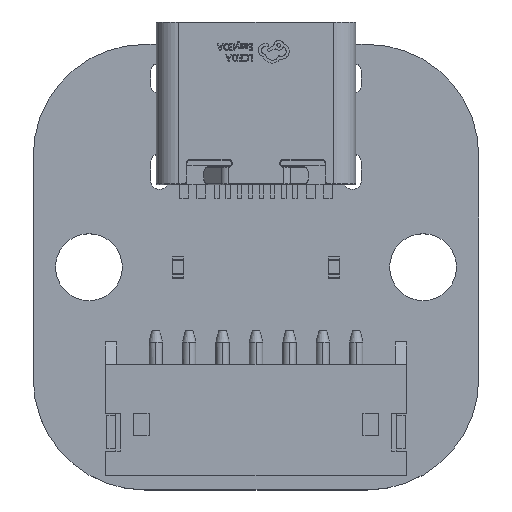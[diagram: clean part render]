
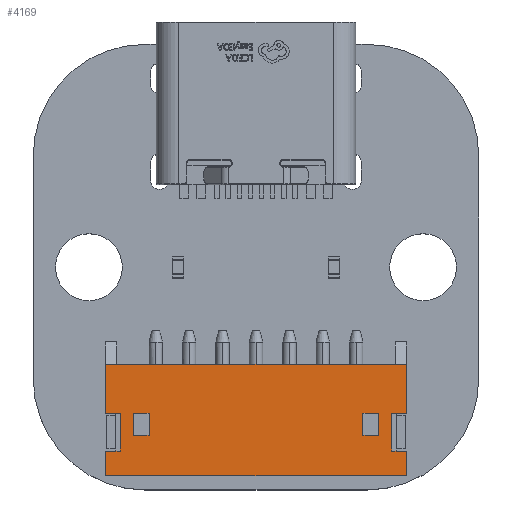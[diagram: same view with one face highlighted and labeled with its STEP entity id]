
A CAD part, top view. The second image highlights one B-rep face of the part: STEP entity #4169.
In plain terms, the highlighted planar face has unit normal (0, 0, 1).
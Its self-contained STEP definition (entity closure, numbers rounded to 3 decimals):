
#1835 = VERTEX_POINT('',#1836);
#1836 = CARTESIAN_POINT('',(6.75,-0.45,3.6));
#1867 = VERTEX_POINT('',#1868);
#1868 = CARTESIAN_POINT('',(6.75,1.75,3.6));
#1874 = EDGE_CURVE('',#1835,#1867,#1875,.T.);
#1875 = LINE('',#1876,#1877);
#1876 = CARTESIAN_POINT('',(6.75,-3.25,3.6));
#1877 = VECTOR('',#1878,1.);
#1878 = DIRECTION('',(-0.,1.,0.));
#3620 = VERTEX_POINT('',#3621);
#3621 = CARTESIAN_POINT('',(-6.75,-0.45,3.6));
#3627 = EDGE_CURVE('',#3620,#3628,#3630,.T.);
#3628 = VERTEX_POINT('',#3629);
#3629 = CARTESIAN_POINT('',(-6.75,1.75,3.6));
#3630 = LINE('',#3631,#3632);
#3631 = CARTESIAN_POINT('',(-6.75,-3.25,3.6));
#3632 = VECTOR('',#3633,1.);
#3633 = DIRECTION('',(-0.,1.,0.));
#3733 = EDGE_CURVE('',#1867,#3628,#3734,.T.);
#3734 = LINE('',#3735,#3736);
#3735 = CARTESIAN_POINT('',(6.75,1.75,3.6));
#3736 = VECTOR('',#3737,1.);
#3737 = DIRECTION('',(-1.,-0.,-0.));
#3896 = VERTEX_POINT('',#3897);
#3897 = CARTESIAN_POINT('',(6.75,-3.25,3.6));
#3903 = EDGE_CURVE('',#3904,#3896,#3906,.T.);
#3904 = VERTEX_POINT('',#3905);
#3905 = CARTESIAN_POINT('',(-6.75,-3.25,3.6));
#3906 = LINE('',#3907,#3908);
#3907 = CARTESIAN_POINT('',(6.75,-3.25,3.6));
#3908 = VECTOR('',#3909,1.);
#3909 = DIRECTION('',(1.,-0.,-0.));
#4169 = ADVANCED_FACE('',(#4170,#4236,#4270),#4304,.F.);
#4170 = FACE_BOUND('',#4171,.T.);
#4171 = EDGE_LOOP('',(#4172,#4182,#4190,#4196,#4197,#4205,#4213,#4221,
    #4227,#4228,#4229,#4230));
#4172 = ORIENTED_EDGE('',*,*,#4173,.F.);
#4173 = EDGE_CURVE('',#4174,#4176,#4178,.T.);
#4174 = VERTEX_POINT('',#4175);
#4175 = CARTESIAN_POINT('',(-6.1,-2.15,3.6));
#4176 = VERTEX_POINT('',#4177);
#4177 = CARTESIAN_POINT('',(-6.1,-0.45,3.6));
#4178 = LINE('',#4179,#4180);
#4179 = CARTESIAN_POINT('',(-6.1,-3.25,3.6));
#4180 = VECTOR('',#4181,1.);
#4181 = DIRECTION('',(0.,1.,0.));
#4182 = ORIENTED_EDGE('',*,*,#4183,.F.);
#4183 = EDGE_CURVE('',#4184,#4174,#4186,.T.);
#4184 = VERTEX_POINT('',#4185);
#4185 = CARTESIAN_POINT('',(-6.75,-2.15,3.6));
#4186 = LINE('',#4187,#4188);
#4187 = CARTESIAN_POINT('',(-6.75,-2.15,3.6));
#4188 = VECTOR('',#4189,1.);
#4189 = DIRECTION('',(1.,-0.,-0.));
#4190 = ORIENTED_EDGE('',*,*,#4191,.F.);
#4191 = EDGE_CURVE('',#3904,#4184,#4192,.T.);
#4192 = LINE('',#4193,#4194);
#4193 = CARTESIAN_POINT('',(-6.75,-3.25,3.6));
#4194 = VECTOR('',#4195,1.);
#4195 = DIRECTION('',(0.,1.,0.));
#4196 = ORIENTED_EDGE('',*,*,#3903,.T.);
#4197 = ORIENTED_EDGE('',*,*,#4198,.F.);
#4198 = EDGE_CURVE('',#4199,#3896,#4201,.T.);
#4199 = VERTEX_POINT('',#4200);
#4200 = CARTESIAN_POINT('',(6.75,-2.15,3.6));
#4201 = LINE('',#4202,#4203);
#4202 = CARTESIAN_POINT('',(6.75,-3.25,3.6));
#4203 = VECTOR('',#4204,1.);
#4204 = DIRECTION('',(-0.,-1.,0.));
#4205 = ORIENTED_EDGE('',*,*,#4206,.T.);
#4206 = EDGE_CURVE('',#4199,#4207,#4209,.T.);
#4207 = VERTEX_POINT('',#4208);
#4208 = CARTESIAN_POINT('',(6.1,-2.15,3.6));
#4209 = LINE('',#4210,#4211);
#4210 = CARTESIAN_POINT('',(6.75,-2.15,3.6));
#4211 = VECTOR('',#4212,1.);
#4212 = DIRECTION('',(-1.,-0.,-0.));
#4213 = ORIENTED_EDGE('',*,*,#4214,.F.);
#4214 = EDGE_CURVE('',#4215,#4207,#4217,.T.);
#4215 = VERTEX_POINT('',#4216);
#4216 = CARTESIAN_POINT('',(6.1,-0.45,3.6));
#4217 = LINE('',#4218,#4219);
#4218 = CARTESIAN_POINT('',(6.1,-3.25,3.6));
#4219 = VECTOR('',#4220,1.);
#4220 = DIRECTION('',(-0.,-1.,0.));
#4221 = ORIENTED_EDGE('',*,*,#4222,.F.);
#4222 = EDGE_CURVE('',#1835,#4215,#4223,.T.);
#4223 = LINE('',#4224,#4225);
#4224 = CARTESIAN_POINT('',(6.75,-0.45,3.6));
#4225 = VECTOR('',#4226,1.);
#4226 = DIRECTION('',(-1.,-0.,-0.));
#4227 = ORIENTED_EDGE('',*,*,#1874,.T.);
#4228 = ORIENTED_EDGE('',*,*,#3733,.T.);
#4229 = ORIENTED_EDGE('',*,*,#3627,.F.);
#4230 = ORIENTED_EDGE('',*,*,#4231,.F.);
#4231 = EDGE_CURVE('',#4176,#3620,#4232,.T.);
#4232 = LINE('',#4233,#4234);
#4233 = CARTESIAN_POINT('',(6.75,-0.45,3.6));
#4234 = VECTOR('',#4235,1.);
#4235 = DIRECTION('',(-1.,-0.,-0.));
#4236 = FACE_BOUND('',#4237,.T.);
#4237 = EDGE_LOOP('',(#4238,#4248,#4256,#4264));
#4238 = ORIENTED_EDGE('',*,*,#4239,.F.);
#4239 = EDGE_CURVE('',#4240,#4242,#4244,.T.);
#4240 = VERTEX_POINT('',#4241);
#4241 = CARTESIAN_POINT('',(5.5,-1.45,3.6));
#4242 = VERTEX_POINT('',#4243);
#4243 = CARTESIAN_POINT('',(5.5,-0.45,3.6));
#4244 = LINE('',#4245,#4246);
#4245 = CARTESIAN_POINT('',(5.5,-3.25,3.6));
#4246 = VECTOR('',#4247,1.);
#4247 = DIRECTION('',(0.,1.,0.));
#4248 = ORIENTED_EDGE('',*,*,#4249,.F.);
#4249 = EDGE_CURVE('',#4250,#4240,#4252,.T.);
#4250 = VERTEX_POINT('',#4251);
#4251 = CARTESIAN_POINT('',(4.8,-1.45,3.6));
#4252 = LINE('',#4253,#4254);
#4253 = CARTESIAN_POINT('',(6.75,-1.45,3.6));
#4254 = VECTOR('',#4255,1.);
#4255 = DIRECTION('',(1.,0.,0.));
#4256 = ORIENTED_EDGE('',*,*,#4257,.F.);
#4257 = EDGE_CURVE('',#4258,#4250,#4260,.T.);
#4258 = VERTEX_POINT('',#4259);
#4259 = CARTESIAN_POINT('',(4.8,-0.45,3.6));
#4260 = LINE('',#4261,#4262);
#4261 = CARTESIAN_POINT('',(4.8,-3.25,3.6));
#4262 = VECTOR('',#4263,1.);
#4263 = DIRECTION('',(-0.,-1.,0.));
#4264 = ORIENTED_EDGE('',*,*,#4265,.F.);
#4265 = EDGE_CURVE('',#4242,#4258,#4266,.T.);
#4266 = LINE('',#4267,#4268);
#4267 = CARTESIAN_POINT('',(6.75,-0.45,3.6));
#4268 = VECTOR('',#4269,1.);
#4269 = DIRECTION('',(-1.,-0.,-0.));
#4270 = FACE_BOUND('',#4271,.T.);
#4271 = EDGE_LOOP('',(#4272,#4282,#4290,#4298));
#4272 = ORIENTED_EDGE('',*,*,#4273,.F.);
#4273 = EDGE_CURVE('',#4274,#4276,#4278,.T.);
#4274 = VERTEX_POINT('',#4275);
#4275 = CARTESIAN_POINT('',(-4.8,-0.45,3.6));
#4276 = VERTEX_POINT('',#4277);
#4277 = CARTESIAN_POINT('',(-5.5,-0.45,3.6));
#4278 = LINE('',#4279,#4280);
#4279 = CARTESIAN_POINT('',(6.75,-0.45,3.6));
#4280 = VECTOR('',#4281,1.);
#4281 = DIRECTION('',(-1.,-0.,-0.));
#4282 = ORIENTED_EDGE('',*,*,#4283,.F.);
#4283 = EDGE_CURVE('',#4284,#4274,#4286,.T.);
#4284 = VERTEX_POINT('',#4285);
#4285 = CARTESIAN_POINT('',(-4.8,-1.45,3.6));
#4286 = LINE('',#4287,#4288);
#4287 = CARTESIAN_POINT('',(-4.8,-3.25,3.6));
#4288 = VECTOR('',#4289,1.);
#4289 = DIRECTION('',(0.,1.,0.));
#4290 = ORIENTED_EDGE('',*,*,#4291,.F.);
#4291 = EDGE_CURVE('',#4292,#4284,#4294,.T.);
#4292 = VERTEX_POINT('',#4293);
#4293 = CARTESIAN_POINT('',(-5.5,-1.45,3.6));
#4294 = LINE('',#4295,#4296);
#4295 = CARTESIAN_POINT('',(6.75,-1.45,3.6));
#4296 = VECTOR('',#4297,1.);
#4297 = DIRECTION('',(1.,0.,0.));
#4298 = ORIENTED_EDGE('',*,*,#4299,.F.);
#4299 = EDGE_CURVE('',#4276,#4292,#4300,.T.);
#4300 = LINE('',#4301,#4302);
#4301 = CARTESIAN_POINT('',(-5.5,-3.25,3.6));
#4302 = VECTOR('',#4303,1.);
#4303 = DIRECTION('',(-0.,-1.,0.));
#4304 = PLANE('',#4305);
#4305 = AXIS2_PLACEMENT_3D('',#4306,#4307,#4308);
#4306 = CARTESIAN_POINT('',(6.75,-3.25,3.6));
#4307 = DIRECTION('',(0.,0.,-1.));
#4308 = DIRECTION('',(0.,1.,0.));
